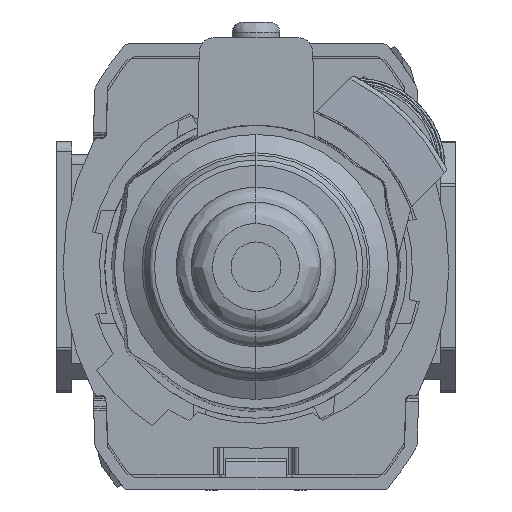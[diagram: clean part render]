
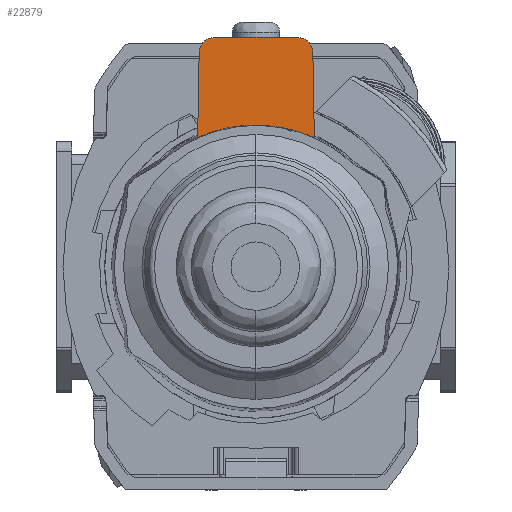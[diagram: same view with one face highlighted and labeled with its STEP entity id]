
A CAD part, front view. The second image highlights one B-rep face of the part: STEP entity #22879.
In plain terms, the highlighted planar face has unit normal (0, -1, 0).
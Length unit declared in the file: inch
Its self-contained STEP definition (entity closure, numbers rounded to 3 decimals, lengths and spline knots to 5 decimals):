
#759 = CARTESIAN_POINT ( 'NONE',  ( 0.25754, -3.1311, 0.59835 ) ) ;
#1224 = VERTEX_POINT ( 'NONE', #20338 ) ;
#1696 = EDGE_CURVE ( 'NONE', #16865, #1224, #34593, .T. ) ;
#2987 = AXIS2_PLACEMENT_3D ( 'NONE', #3312, #3537, #17631 ) ;
#3312 = CARTESIAN_POINT ( 'NONE',  ( -0.19005, -3.1311, 0.98228 ) ) ;
#3537 = DIRECTION ( 'NONE',  ( 0., 1., 0. ) ) ;
#3798 = CARTESIAN_POINT ( 'NONE',  ( -0.2677, -3.1311, 0.59376 ) ) ;
#5565 = CARTESIAN_POINT ( 'NONE',  ( -0.19005, -3.1311, 0.98228 ) ) ;
#6054 = ORIENTED_EDGE ( 'NONE', *, *, #20847, .F. ) ;
#7966 = CARTESIAN_POINT ( 'NONE',  ( -0.16165, -3.1311, 0.63611 ) ) ;
#8068 = ORIENTED_EDGE ( 'NONE', *, *, #26592, .F. ) ;
#10325 = CARTESIAN_POINT ( 'NONE',  ( -0.19005, -3.1311, 1.05315 ) ) ;
#11418 = CARTESIAN_POINT ( 'NONE',  ( 0.26766, -3.1311, 0.59378 ) ) ;
#11572 = VERTEX_POINT ( 'NONE', #12602 ) ;
#12208 = AXIS2_PLACEMENT_3D ( 'NONE', #14839, #32396, #21771 ) ;
#12602 = CARTESIAN_POINT ( 'NONE',  ( -0.2677, -3.1311, 0.59376 ) ) ;
#12897 = VERTEX_POINT ( 'NONE', #10325 ) ;
#14429 = CARTESIAN_POINT ( 'NONE',  ( -0.24731, -3.1311, 0.60265 ) ) ;
#14839 = CARTESIAN_POINT ( 'NONE',  ( 0.19001, -3.1311, 0.98228 ) ) ;
#14872 = CARTESIAN_POINT ( 'NONE',  ( -0.25756, -3.1311, 0.59834 ) ) ;
#15162 = ORIENTED_EDGE ( 'NONE', *, *, #41484, .F. ) ;
#16407 = DIRECTION ( 'NONE',  ( 0., 1., 0. ) ) ;
#16608 = LINE ( 'NONE', #30247, #18967 ) ;
#16865 = VERTEX_POINT ( 'NONE', #24433 ) ;
#17306 = EDGE_CURVE ( 'NONE', #1224, #11572, #24272, .T. ) ;
#17631 = DIRECTION ( 'NONE',  ( 0., 0., 1. ) ) ;
#18299 = ORIENTED_EDGE ( 'NONE', *, *, #17306, .F. ) ;
#18967 = VECTOR ( 'NONE', #26344, 39.37008 ) ;
#20338 = CARTESIAN_POINT ( 'NONE',  ( 0.26766, -3.1311, 0.59378 ) ) ;
#20749 = EDGE_CURVE ( 'NONE', #11572, #40449, #30576, .T. ) ;
#20847 = EDGE_CURVE ( 'NONE', #25902, #16865, #32834, .T. ) ;
#21331 = VECTOR ( 'NONE', #41744, 39.37008 ) ;
#21771 = DIRECTION ( 'NONE',  ( 0., 0., -1. ) ) ;
#22404 = AXIS2_PLACEMENT_3D ( 'NONE', #5565, #16407, #37889 ) ;
#22879 = ADVANCED_FACE ( 'NONE', ( #41654 ), #23888, .F. ) ;
#23888 = PLANE ( 'NONE',  #2987 ) ;
#24272 = B_SPLINE_CURVE_WITH_KNOTS ( 'NONE', 3,
 ( #11418, #759, #35674, #28742, #25282, #25515, #7966, #14429, #14872, #3798 ),
 .UNSPECIFIED., .F., .F.,
 ( 4, 2, 2, 2, 4 ),
 ( 0., 0.06041, 0.49996, 0.93951, 1. ),
 .UNSPECIFIED. ) ;
#24433 = CARTESIAN_POINT ( 'NONE',  ( 0.26086, -3.1311, 0.98352 ) ) ;
#25282 = CARTESIAN_POINT ( 'NONE',  ( 0.08084, -3.1311, 0.65133 ) ) ;
#25515 = CARTESIAN_POINT ( 'NONE',  ( -0.08084, -3.1311, 0.65133 ) ) ;
#25902 = VERTEX_POINT ( 'NONE', #25941 ) ;
#25941 = CARTESIAN_POINT ( 'NONE',  ( 0.19001, -3.1311, 1.05315 ) ) ;
#26344 = DIRECTION ( 'NONE',  ( 1., 0., 0. ) ) ;
#26592 = EDGE_CURVE ( 'NONE', #40449, #12897, #29070, .T. ) ;
#27371 = EDGE_LOOP ( 'NONE', ( #30314, #6054, #15162, #8068, #28833, #18299 ) ) ;
#28742 = CARTESIAN_POINT ( 'NONE',  ( 0.16165, -3.1311, 0.63611 ) ) ;
#28833 = ORIENTED_EDGE ( 'NONE', *, *, #20749, .F. ) ;
#29070 = CIRCLE ( 'NONE', #22404, 0.07087 ) ;
#30247 = CARTESIAN_POINT ( 'NONE',  ( -0.19005, -3.1311, 1.05315 ) ) ;
#30314 = ORIENTED_EDGE ( 'NONE', *, *, #1696, .F. ) ;
#30576 = LINE ( 'NONE', #44668, #33560 ) ;
#32396 = DIRECTION ( 'NONE',  ( 0., 1., 0. ) ) ;
#32834 = CIRCLE ( 'NONE', #12208, 0.07087 ) ;
#33560 = VECTOR ( 'NONE', #37738, 39.37008 ) ;
#34357 = CARTESIAN_POINT ( 'NONE',  ( 0.26086, -3.1311, 0.98352 ) ) ;
#34593 = LINE ( 'NONE', #34357, #21331 ) ;
#35674 = CARTESIAN_POINT ( 'NONE',  ( 0.24729, -3.1311, 0.60266 ) ) ;
#37738 = DIRECTION ( 'NONE',  ( 0.017, 0., 1. ) ) ;
#37889 = DIRECTION ( 'NONE',  ( 0., 0., -1. ) ) ;
#39379 = CARTESIAN_POINT ( 'NONE',  ( -0.2609, -3.1311, 0.98352 ) ) ;
#40449 = VERTEX_POINT ( 'NONE', #39379 ) ;
#41484 = EDGE_CURVE ( 'NONE', #12897, #25902, #16608, .T. ) ;
#41654 = FACE_OUTER_BOUND ( 'NONE', #27371, .T. ) ;
#41744 = DIRECTION ( 'NONE',  ( 0.017, 0., -1. ) ) ;
#44668 = CARTESIAN_POINT ( 'NONE',  ( -0.27343, -3.1311, 0.26575 ) ) ;
